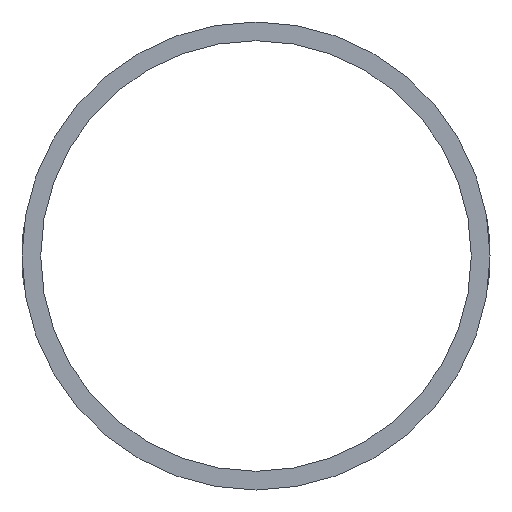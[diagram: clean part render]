
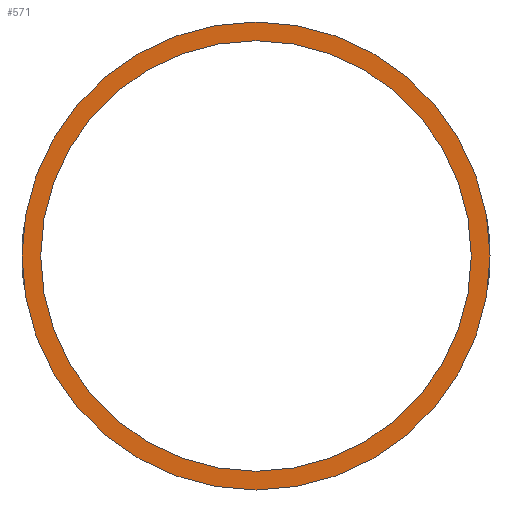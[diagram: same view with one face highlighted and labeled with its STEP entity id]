
A CAD part, front view. The second image highlights one B-rep face of the part: STEP entity #571.
In plain terms, the highlighted planar face has unit normal (0, -1, 0).
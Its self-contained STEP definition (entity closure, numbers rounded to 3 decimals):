
#54 = ORIENTED_EDGE ( 'NONE', *, *, #217, .F. ) ;
#58 = CARTESIAN_POINT ( 'NONE',  ( 0., -352.425, -12.5 ) ) ;
#62 = CIRCLE ( 'NONE', #270, 12.5 ) ;
#65 = AXIS2_PLACEMENT_3D ( 'NONE', #893, #470, #904 ) ;
#70 = AXIS2_PLACEMENT_3D ( 'NONE', #515, #658, #506 ) ;
#127 = EDGE_CURVE ( 'NONE', #921, #444, #62, .T. ) ;
#150 = DIRECTION ( 'NONE',  ( 0., 0., 1. ) ) ;
#154 = FACE_OUTER_BOUND ( 'NONE', #168, .T. ) ;
#168 = EDGE_LOOP ( 'NONE', ( #445, #54 ) ) ;
#213 = VERTEX_POINT ( 'NONE', #581 ) ;
#217 = EDGE_CURVE ( 'NONE', #444, #921, #875, .T. ) ;
#226 = PLANE ( 'NONE',  #70 ) ;
#237 = EDGE_LOOP ( 'NONE', ( #624, #278 ) ) ;
#270 = AXIS2_PLACEMENT_3D ( 'NONE', #847, #418, #909 ) ;
#278 = ORIENTED_EDGE ( 'NONE', *, *, #279, .T. ) ;
#279 = EDGE_CURVE ( 'NONE', #213, #576, #374, .T. ) ;
#338 = CARTESIAN_POINT ( 'NONE',  ( 0., -352.425, 12.5 ) ) ;
#346 = EDGE_CURVE ( 'NONE', #576, #213, #642, .T. ) ;
#374 = CIRCLE ( 'NONE', #623, 11.5 ) ;
#379 = DIRECTION ( 'NONE',  ( 0., 1., 0. ) ) ;
#418 = DIRECTION ( 'NONE',  ( 0., 1., 0. ) ) ;
#436 = CARTESIAN_POINT ( 'NONE',  ( 0., -352.425, 11.5 ) ) ;
#444 = VERTEX_POINT ( 'NONE', #58 ) ;
#445 = ORIENTED_EDGE ( 'NONE', *, *, #127, .F. ) ;
#470 = DIRECTION ( 'NONE',  ( 0., 1., 0. ) ) ;
#506 = DIRECTION ( 'NONE',  ( 0., 0., 1. ) ) ;
#515 = CARTESIAN_POINT ( 'NONE',  ( 0., -352.425, 0. ) ) ;
#534 = CARTESIAN_POINT ( 'NONE',  ( 0., -352.425, 0. ) ) ;
#571 = ADVANCED_FACE ( 'NONE', ( #842, #154 ), #226, .F. ) ;
#572 = AXIS2_PLACEMENT_3D ( 'NONE', #724, #850, #150 ) ;
#576 = VERTEX_POINT ( 'NONE', #436 ) ;
#581 = CARTESIAN_POINT ( 'NONE',  ( 0., -352.425, -11.5 ) ) ;
#623 = AXIS2_PLACEMENT_3D ( 'NONE', #534, #379, #873 ) ;
#624 = ORIENTED_EDGE ( 'NONE', *, *, #346, .T. ) ;
#642 = CIRCLE ( 'NONE', #65, 11.5 ) ;
#658 = DIRECTION ( 'NONE',  ( 0., 1., 0. ) ) ;
#724 = CARTESIAN_POINT ( 'NONE',  ( 0., -352.425, 0. ) ) ;
#842 = FACE_BOUND ( 'NONE', #237, .T. ) ;
#847 = CARTESIAN_POINT ( 'NONE',  ( 0., -352.425, 0. ) ) ;
#850 = DIRECTION ( 'NONE',  ( 0., 1., 0. ) ) ;
#873 = DIRECTION ( 'NONE',  ( 0., 0., 1. ) ) ;
#875 = CIRCLE ( 'NONE', #572, 12.5 ) ;
#893 = CARTESIAN_POINT ( 'NONE',  ( 0., -352.425, 0. ) ) ;
#904 = DIRECTION ( 'NONE',  ( 0., 0., 1. ) ) ;
#909 = DIRECTION ( 'NONE',  ( 0., 0., 1. ) ) ;
#921 = VERTEX_POINT ( 'NONE', #338 ) ;
